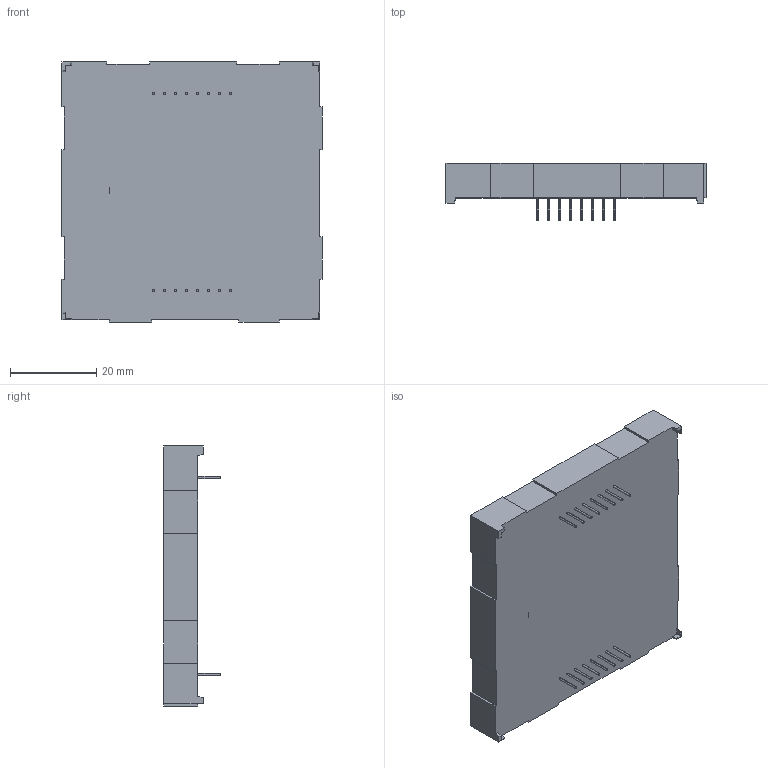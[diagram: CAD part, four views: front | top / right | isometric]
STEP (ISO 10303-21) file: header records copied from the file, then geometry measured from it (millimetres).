
FILE_DESCRIPTION (( 'STEP AP214' ), '1' );
FILE_NAME ('XMxx60x8.STEP', '2015-09-09T22:18:07', ( '' ), ( '' ), 'SwSTEP 2.0', 'SolidWorks 2012', '' );
FILE_SCHEMA (( 'AUTOMOTIVE_DESIGN' ));
Length unit declared in the file: millimetre
Products named in the file (1): XMxx60x8
Bounding box: 60.3 x 13.2 x 60.3 mm (x, y, z)
Volume: 28389.1 mm3; surface area: 9335.5 mm2
Topology: 1 solids, 1 shells, 488 faces, 1170 edges, 780 vertices
Faces by surface type: plane 260, cylinder 160, bspline 68
Entity records: 19683 total; most frequent: CARTESIAN_POINT 5651, ORIENTED_EDGE 2340, DIRECTION 2196, EDGE_CURVE 1170, VERTEX_POINT 780, AXIS2_PLACEMENT_3D 741, LINE 714, VECTOR 714
